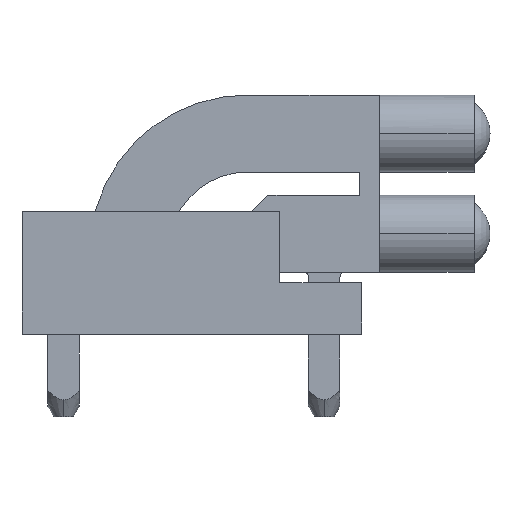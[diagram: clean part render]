
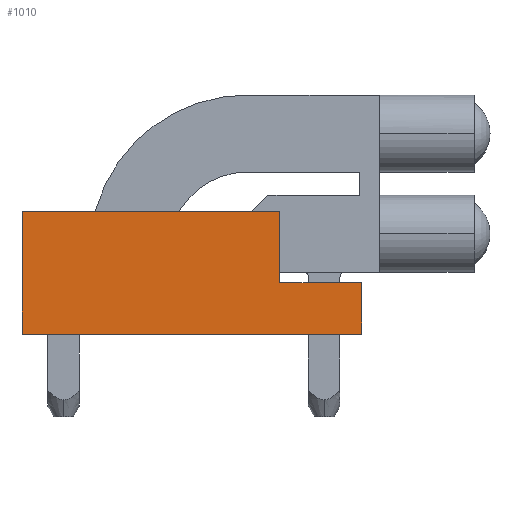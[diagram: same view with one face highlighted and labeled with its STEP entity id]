
A CAD part, front view. The second image highlights one B-rep face of the part: STEP entity #1010.
In plain terms, the highlighted planar face has unit normal (0, -1, -0.009).
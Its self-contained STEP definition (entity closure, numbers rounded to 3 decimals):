
#807 = VERTEX_POINT('',#808);
#808 = CARTESIAN_POINT('',(2.114,-1.67,3.1)
  );
#814 = EDGE_CURVE('',#807,#815,#817,.T.);
#815 = VERTEX_POINT('',#816);
#816 = CARTESIAN_POINT('',(2.13,-1.654,1.3));
#817 = LINE('',#818,#819);
#818 = CARTESIAN_POINT('',(2.122,-1.662,2.2)
  );
#819 = VECTOR('',#820,1.);
#820 = DIRECTION('',(0.009,0.009,
    -1.));
#1010 = ADVANCED_FACE('',(#1011),#1052,.T.);
#1011 = FACE_BOUND('',#1012,.T.);
#1012 = EDGE_LOOP('',(#1013,#1023,#1031,#1039,#1045,#1046));
#1013 = ORIENTED_EDGE('',*,*,#1014,.F.);
#1014 = EDGE_CURVE('',#1015,#1017,#1019,.T.);
#1015 = VERTEX_POINT('',#1016);
#1016 = CARTESIAN_POINT('',(-4.4,-1.643,
    0.));
#1017 = VERTEX_POINT('',#1018);
#1018 = CARTESIAN_POINT('',(-4.4,-1.67,3.1
    ));
#1019 = LINE('',#1020,#1021);
#1020 = CARTESIAN_POINT('',(-4.4,-1.656,1.55)
  );
#1021 = VECTOR('',#1022,1.);
#1022 = DIRECTION('',(0.,-0.009,
    1.));
#1023 = ORIENTED_EDGE('',*,*,#1024,.T.);
#1024 = EDGE_CURVE('',#1015,#1025,#1027,.T.);
#1025 = VERTEX_POINT('',#1026);
#1026 = CARTESIAN_POINT('',(4.2,-1.643,
    0.));
#1027 = LINE('',#1028,#1029);
#1028 = CARTESIAN_POINT('',(-0.1,-1.643,
    0.));
#1029 = VECTOR('',#1030,1.);
#1030 = DIRECTION('',(1.,0.,0.));
#1031 = ORIENTED_EDGE('',*,*,#1032,.T.);
#1032 = EDGE_CURVE('',#1025,#1033,#1035,.T.);
#1033 = VERTEX_POINT('',#1034);
#1034 = CARTESIAN_POINT('',(4.2,-1.654,1.3));
#1035 = LINE('',#1036,#1037);
#1036 = CARTESIAN_POINT('',(4.2,-1.648,0.65
    ));
#1037 = VECTOR('',#1038,1.);
#1038 = DIRECTION('',(0.,-0.009,
    1.));
#1039 = ORIENTED_EDGE('',*,*,#1040,.F.);
#1040 = EDGE_CURVE('',#815,#1033,#1041,.T.);
#1041 = LINE('',#1042,#1043);
#1042 = CARTESIAN_POINT('',(3.165,-1.654,1.3));
#1043 = VECTOR('',#1044,1.);
#1044 = DIRECTION('',(1.,0.,0.));
#1045 = ORIENTED_EDGE('',*,*,#814,.F.);
#1046 = ORIENTED_EDGE('',*,*,#1047,.F.);
#1047 = EDGE_CURVE('',#1017,#807,#1048,.T.);
#1048 = LINE('',#1049,#1050);
#1049 = CARTESIAN_POINT('',(-1.143,-1.67,3.1
    ));
#1050 = VECTOR('',#1051,1.);
#1051 = DIRECTION('',(1.,0.,0.));
#1052 = PLANE('',#1053);
#1053 = AXIS2_PLACEMENT_3D('',#1054,#1055,#1056);
#1054 = CARTESIAN_POINT('',(3.25,-1.654,1.299)
  );
#1055 = DIRECTION('',(0.,-1.,
    -0.009));
#1056 = DIRECTION('',(1.,0.,0.));
